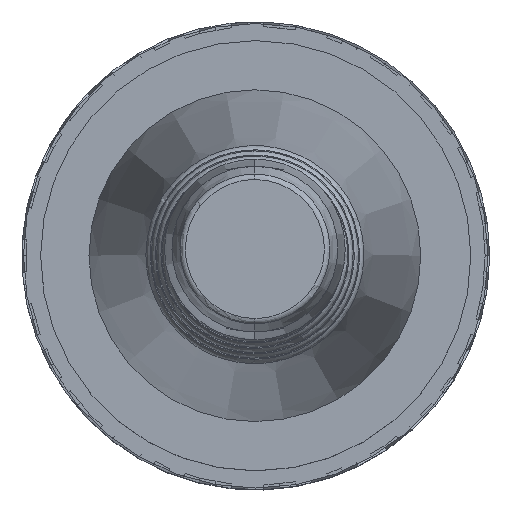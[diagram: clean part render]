
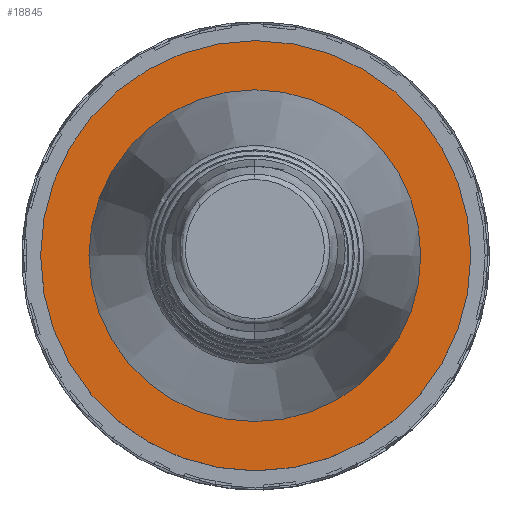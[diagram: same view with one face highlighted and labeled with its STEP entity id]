
A CAD part, top view. The second image highlights one B-rep face of the part: STEP entity #18845.
In plain terms, the highlighted planar face has unit normal (0, 0, 1).
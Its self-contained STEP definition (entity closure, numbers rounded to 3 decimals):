
#1302 = VERTEX_POINT ( 'NONE', #17528 ) ;
#1863 = DIRECTION ( 'NONE',  ( 0., 0., -1. ) ) ;
#3163 = ORIENTED_EDGE ( 'NONE', *, *, #14987, .F. ) ;
#4603 = FACE_BOUND ( 'NONE', #30869, .T. ) ;
#4723 = DIRECTION ( 'NONE',  ( 1., 0., 0. ) ) ;
#5421 = VERTEX_POINT ( 'NONE', #50430 ) ;
#5425 = CIRCLE ( 'NONE', #42462, 4.5 ) ;
#5427 = DIRECTION ( 'NONE',  ( -1., 0., 0. ) ) ;
#7842 = DIRECTION ( 'NONE',  ( 0., 0., -1. ) ) ;
#10989 = EDGE_CURVE ( 'NONE', #5421, #5421, #5425, .T. ) ;
#14987 = EDGE_CURVE ( 'NONE', #1302, #1302, #23981, .T. ) ;
#17528 = CARTESIAN_POINT ( 'NONE',  ( -5.286, -1.5, 16.583 ) ) ;
#18845 = ADVANCED_FACE ( 'NONE', ( #4603, #33443 ), #44763, .F. ) ;
#20581 = CARTESIAN_POINT ( 'NONE',  ( 4.077, -1.5, 16.583 ) ) ;
#23981 = CIRCLE ( 'NONE', #24830, 9.4 ) ;
#24830 = AXIS2_PLACEMENT_3D ( 'NONE', #51743, #1863, #5427 ) ;
#30869 = EDGE_LOOP ( 'NONE', ( #48680 ) ) ;
#33443 = FACE_OUTER_BOUND ( 'NONE', #41764, .T. ) ;
#36668 = CARTESIAN_POINT ( 'NONE',  ( 4.114, -1.5, 16.583 ) ) ;
#37058 = DIRECTION ( 'NONE',  ( 0., 0., -1. ) ) ;
#40231 = AXIS2_PLACEMENT_3D ( 'NONE', #36668, #7842, #40733 ) ;
#40733 = DIRECTION ( 'NONE',  ( -1., 0., 0. ) ) ;
#41764 = EDGE_LOOP ( 'NONE', ( #3163 ) ) ;
#42462 = AXIS2_PLACEMENT_3D ( 'NONE', #20581, #37058, #4723 ) ;
#44763 = PLANE ( 'NONE',  #40231 ) ;
#48680 = ORIENTED_EDGE ( 'NONE', *, *, #10989, .T. ) ;
#50430 = CARTESIAN_POINT ( 'NONE',  ( 8.577, -1.5, 16.583 ) ) ;
#51743 = CARTESIAN_POINT ( 'NONE',  ( 4.114, -1.5, 16.583 ) ) ;
